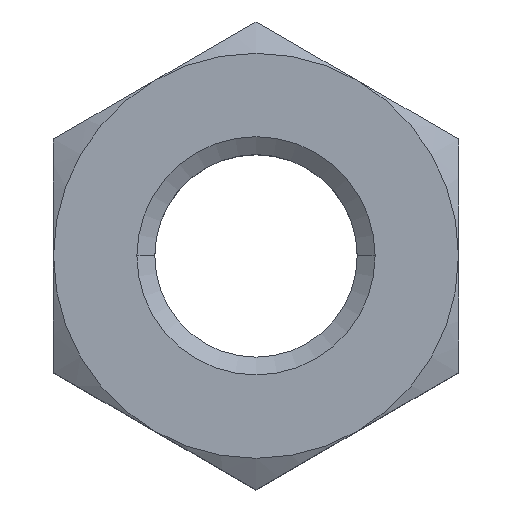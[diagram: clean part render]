
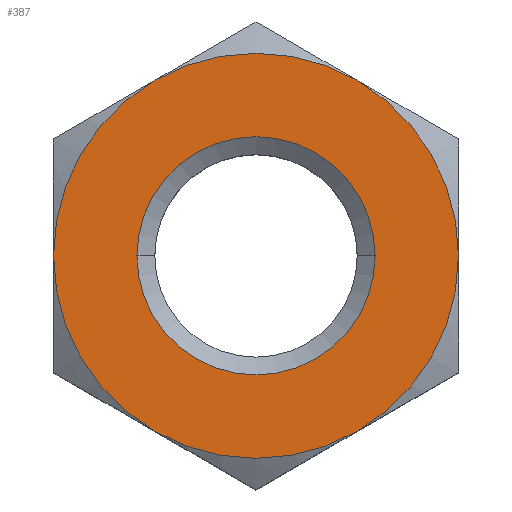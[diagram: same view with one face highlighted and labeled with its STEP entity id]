
A CAD part, top view. The second image highlights one B-rep face of the part: STEP entity #387.
In plain terms, the highlighted planar face has unit normal (0, 0, 1).
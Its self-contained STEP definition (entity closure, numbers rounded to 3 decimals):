
#11 = PLANE ( 'NONE',  #1284 ) ;
#15 = CARTESIAN_POINT ( 'NONE',  ( 0., 0., 0. ) ) ;
#26 = CARTESIAN_POINT ( 'NONE',  ( 0., 0., 0. ) ) ;
#39 = CIRCLE ( 'NONE', #457, 8.5 ) ;
#40 = CARTESIAN_POINT ( 'NONE',  ( -17., 0., 0. ) ) ;
#44 = DIRECTION ( 'NONE',  ( 0., 0., 1. ) ) ;
#47 = EDGE_CURVE ( 'NONE', #529, #370, #422, .T. ) ;
#72 = CIRCLE ( 'NONE', #889, 8.5 ) ;
#87 = CARTESIAN_POINT ( 'NONE',  ( 8.5, 0., 0. ) ) ;
#124 = ORIENTED_EDGE ( 'NONE', *, *, #656, .T. ) ;
#187 = AXIS2_PLACEMENT_3D ( 'NONE', #908, #903, #895 ) ;
#198 = DIRECTION ( 'NONE',  ( 1., 0., 0. ) ) ;
#213 = CARTESIAN_POINT ( 'NONE',  ( -4.25, 7.361, 0. ) ) ;
#232 = DIRECTION ( 'NONE',  ( 0., 0., 1. ) ) ;
#237 = ORIENTED_EDGE ( 'NONE', *, *, #997, .T. ) ;
#268 = EDGE_CURVE ( 'NONE', #849, #1181, #519, .T. ) ;
#278 = AXIS2_PLACEMENT_3D ( 'NONE', #654, #659, #664 ) ;
#289 = FACE_OUTER_BOUND ( 'NONE', #972, .T. ) ;
#313 = DIRECTION ( 'NONE',  ( 0., 0., 1. ) ) ;
#320 = DIRECTION ( 'NONE',  ( 1., 0., 0. ) ) ;
#323 = ORIENTED_EDGE ( 'NONE', *, *, #1126, .T. ) ;
#332 = ORIENTED_EDGE ( 'NONE', *, *, #47, .T. ) ;
#370 = VERTEX_POINT ( 'NONE', #452 ) ;
#379 = VERTEX_POINT ( 'NONE', #87 ) ;
#387 = ADVANCED_FACE ( 'NONE', ( #761, #289 ), #11, .T. ) ;
#403 = CARTESIAN_POINT ( 'NONE',  ( -5., 0., 0. ) ) ;
#422 = CIRCLE ( 'NONE', #631, 8.5 ) ;
#431 = CARTESIAN_POINT ( 'NONE',  ( 0., 0., 0. ) ) ;
#452 = CARTESIAN_POINT ( 'NONE',  ( -8.5, 0., 0. ) ) ;
#457 = AXIS2_PLACEMENT_3D ( 'NONE', #15, #615, #1204 ) ;
#463 = ORIENTED_EDGE ( 'NONE', *, *, #1160, .T. ) ;
#467 = DIRECTION ( 'NONE',  ( 0., 0., 1. ) ) ;
#468 = DIRECTION ( 'NONE',  ( -1., 0., 0. ) ) ;
#519 = CIRCLE ( 'NONE', #600, 5. ) ;
#525 = AXIS2_PLACEMENT_3D ( 'NONE', #1017, #313, #911 ) ;
#529 = VERTEX_POINT ( 'NONE', #213 ) ;
#539 = CIRCLE ( 'NONE', #525, 8.5 ) ;
#598 = CIRCLE ( 'NONE', #762, 8.5 ) ;
#600 = AXIS2_PLACEMENT_3D ( 'NONE', #431, #1128, #320 ) ;
#615 = DIRECTION ( 'NONE',  ( 0., 0., 1. ) ) ;
#627 = DIRECTION ( 'NONE',  ( 0., 0., 1. ) ) ;
#631 = AXIS2_PLACEMENT_3D ( 'NONE', #864, #467, #468 ) ;
#654 = CARTESIAN_POINT ( 'NONE',  ( 0., 0., 0. ) ) ;
#656 = EDGE_CURVE ( 'NONE', #370, #1085, #1051, .T. ) ;
#659 = DIRECTION ( 'NONE',  ( 0., 0., 1. ) ) ;
#664 = DIRECTION ( 'NONE',  ( 0., 1., 0. ) ) ;
#728 = CARTESIAN_POINT ( 'NONE',  ( -4.25, -7.361, 0. ) ) ;
#761 = FACE_BOUND ( 'NONE', #1024, .T. ) ;
#762 = AXIS2_PLACEMENT_3D ( 'NONE', #934, #232, #831 ) ;
#807 = ORIENTED_EDGE ( 'NONE', *, *, #1062, .T. ) ;
#831 = DIRECTION ( 'NONE',  ( -1., 0., 0. ) ) ;
#835 = VERTEX_POINT ( 'NONE', #1042 ) ;
#849 = VERTEX_POINT ( 'NONE', #992 ) ;
#864 = CARTESIAN_POINT ( 'NONE',  ( 0., 0., 0. ) ) ;
#881 = EDGE_CURVE ( 'NONE', #1181, #849, #1059, .T. ) ;
#889 = AXIS2_PLACEMENT_3D ( 'NONE', #26, #627, #1220 ) ;
#895 = DIRECTION ( 'NONE',  ( 1., 0., 0. ) ) ;
#903 = DIRECTION ( 'NONE',  ( 0., 0., -1. ) ) ;
#908 = CARTESIAN_POINT ( 'NONE',  ( 0., 0., 0. ) ) ;
#911 = DIRECTION ( 'NONE',  ( 0., 1., 0. ) ) ;
#934 = CARTESIAN_POINT ( 'NONE',  ( 0., 0., 0. ) ) ;
#936 = ORIENTED_EDGE ( 'NONE', *, *, #268, .T. ) ;
#972 = EDGE_LOOP ( 'NONE', ( #124, #323, #463, #807, #237, #332 ) ) ;
#992 = CARTESIAN_POINT ( 'NONE',  ( 5., 0., 0. ) ) ;
#997 = EDGE_CURVE ( 'NONE', #1249, #529, #598, .T. ) ;
#1017 = CARTESIAN_POINT ( 'NONE',  ( 0., 0., 0. ) ) ;
#1024 = EDGE_LOOP ( 'NONE', ( #936, #1169 ) ) ;
#1033 = CARTESIAN_POINT ( 'NONE',  ( 4.25, 7.361, 0. ) ) ;
#1042 = CARTESIAN_POINT ( 'NONE',  ( 4.25, -7.361, 0. ) ) ;
#1051 = CIRCLE ( 'NONE', #278, 8.5 ) ;
#1059 = CIRCLE ( 'NONE', #187, 5. ) ;
#1062 = EDGE_CURVE ( 'NONE', #379, #1249, #72, .T. ) ;
#1085 = VERTEX_POINT ( 'NONE', #728 ) ;
#1126 = EDGE_CURVE ( 'NONE', #1085, #835, #39, .T. ) ;
#1128 = DIRECTION ( 'NONE',  ( 0., 0., -1. ) ) ;
#1160 = EDGE_CURVE ( 'NONE', #835, #379, #539, .T. ) ;
#1169 = ORIENTED_EDGE ( 'NONE', *, *, #881, .T. ) ;
#1181 = VERTEX_POINT ( 'NONE', #403 ) ;
#1204 = DIRECTION ( 'NONE',  ( -1., 0., 0. ) ) ;
#1220 = DIRECTION ( 'NONE',  ( 0., 1., 0. ) ) ;
#1249 = VERTEX_POINT ( 'NONE', #1033 ) ;
#1284 = AXIS2_PLACEMENT_3D ( 'NONE', #40, #44, #198 ) ;
